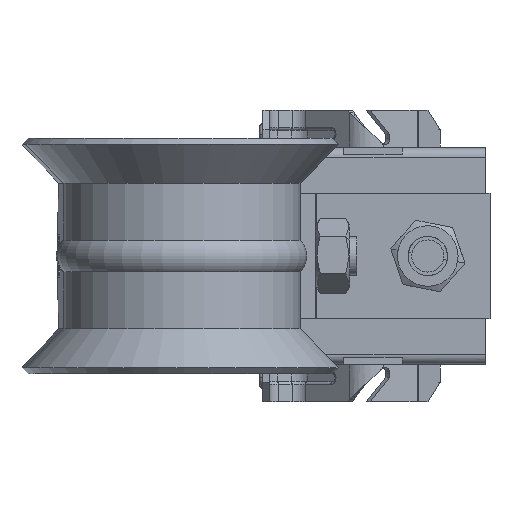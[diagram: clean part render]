
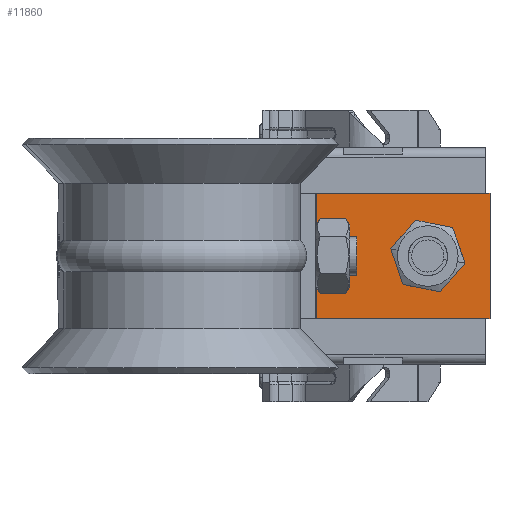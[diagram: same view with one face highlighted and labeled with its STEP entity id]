
A CAD part, front view. The second image highlights one B-rep face of the part: STEP entity #11860.
In plain terms, the highlighted face is planar.
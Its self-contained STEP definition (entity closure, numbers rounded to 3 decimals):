
#36 = LINE ( 'NONE', #1313, #8080 ) ;
#135 = VECTOR ( 'NONE', #12696, 1000. ) ;
#370 = EDGE_CURVE ( 'NONE', #1370, #15509, #15570, .T. ) ;
#621 = VECTOR ( 'NONE', #5571, 1000. ) ;
#661 = PLANE ( 'NONE',  #14753 ) ;
#754 = VERTEX_POINT ( 'NONE', #19128 ) ;
#1006 = ORIENTED_EDGE ( 'NONE', *, *, #2485, .F. ) ;
#1088 = CARTESIAN_POINT ( 'NONE',  ( 2.5, -26.6, 9.55 ) ) ;
#1270 = VERTEX_POINT ( 'NONE', #3588 ) ;
#1313 = CARTESIAN_POINT ( 'NONE',  ( 29., -26.6, 9.55 ) ) ;
#1370 = VERTEX_POINT ( 'NONE', #4111 ) ;
#1603 = LINE ( 'NONE', #2987, #12343 ) ;
#1850 = FACE_BOUND ( 'NONE', #4657, .T. ) ;
#1871 = VECTOR ( 'NONE', #15724, 1000. ) ;
#2108 = CARTESIAN_POINT ( 'NONE',  ( 4.114, -26.6, -1.915 ) ) ;
#2485 = EDGE_CURVE ( 'NONE', #15509, #6920, #6885, .T. ) ;
#2788 = DIRECTION ( 'NONE',  ( 0., 0., -1. ) ) ;
#2987 = CARTESIAN_POINT ( 'NONE',  ( 5.287, -26.6, 0.573 ) ) ;
#3214 = ORIENTED_EDGE ( 'NONE', *, *, #6909, .F. ) ;
#3230 = ORIENTED_EDGE ( 'NONE', *, *, #16268, .T. ) ;
#3588 = CARTESIAN_POINT ( 'NONE',  ( 4.114, -26.6, -1.915 ) ) ;
#3605 = DIRECTION ( 'NONE',  ( 0., 0., -1. ) ) ;
#3762 = VERTEX_POINT ( 'NONE', #20731 ) ;
#3859 = CARTESIAN_POINT ( 'NONE',  ( 2.5, -26.6, 9.55 ) ) ;
#3897 = LINE ( 'NONE', #13676, #13864 ) ;
#4044 = CARTESIAN_POINT ( 'NONE',  ( 2.5, -26.6, 9.55 ) ) ;
#4111 = CARTESIAN_POINT ( 'NONE',  ( 2.5, -26.6, 2.485 ) ) ;
#4576 = CARTESIAN_POINT ( 'NONE',  ( 5.287, -26.6, 1.157 ) ) ;
#4657 = EDGE_LOOP ( 'NONE', ( #20781, #3214 ) ) ;
#4820 = CARTESIAN_POINT ( 'NONE',  ( 2.5, -26.6, -9.55 ) ) ;
#4880 = VERTEX_POINT ( 'NONE', #12067 ) ;
#5029 = VECTOR ( 'NONE', #7503, 1000. ) ;
#5185 = CARTESIAN_POINT ( 'NONE',  ( 4.853, -26.6, 1.653 ) ) ;
#5195 = EDGE_LOOP ( 'NONE', ( #20356, #21003, #7320, #1006, #19750, #6286, #3230, #6861, #13309, #6420 ) ) ;
#5245 = FACE_OUTER_BOUND ( 'NONE', #5195, .T. ) ;
#5293 = CARTESIAN_POINT ( 'NONE',  ( 5.287, -26.6, 0.573 ) ) ;
#5507 = CARTESIAN_POINT ( 'NONE',  ( 5.287, -26.6, -0.573 ) ) ;
#5571 = DIRECTION ( 'NONE',  ( 1., 0., 0. ) ) ;
#5619 = CIRCLE ( 'NONE', #13426, 3.5 ) ;
#5672 = LINE ( 'NONE', #1088, #621 ) ;
#5859 = AXIS2_PLACEMENT_3D ( 'NONE', #15376, #7310, #20264 ) ;
#5958 = CARTESIAN_POINT ( 'NONE',  ( 29., -26.6, -9.55 ) ) ;
#6003 = EDGE_CURVE ( 'NONE', #8605, #9751, #17481, .T. ) ;
#6218 = CARTESIAN_POINT ( 'NONE',  ( 15.323, -26.6, -2.048 ) ) ;
#6286 = ORIENTED_EDGE ( 'NONE', *, *, #13531, .F. ) ;
#6340 = DIRECTION ( 'NONE',  ( 0., 1., 0. ) ) ;
#6372 = EDGE_CURVE ( 'NONE', #6920, #4880, #1603, .T. ) ;
#6400 = VECTOR ( 'NONE', #3605, 1000. ) ;
#6420 = ORIENTED_EDGE ( 'NONE', *, *, #16870, .F. ) ;
#6559 = CARTESIAN_POINT ( 'NONE',  ( 19.5, -26.6, 0. ) ) ;
#6861 = ORIENTED_EDGE ( 'NONE', *, *, #7805, .T. ) ;
#6885 =( BOUNDED_CURVE ( )  B_SPLINE_CURVE ( 3, ( #14860, #5185, #4576, #5293 ),
 .UNSPECIFIED., .F., .F. ) 
 B_SPLINE_CURVE_WITH_KNOTS ( ( 4, 4 ),
 ( 2.034, 3.142 ),
 .UNSPECIFIED. ) 
 CURVE ( )  GEOMETRIC_REPRESENTATION_ITEM ( )  RATIONAL_B_SPLINE_CURVE ( ( 1., 0.9, 0.9, 1. ) ) 
 REPRESENTATION_ITEM ( '' )  );
#6904 = LINE ( 'NONE', #11790, #6400 ) ;
#6909 = EDGE_CURVE ( 'NONE', #17929, #754, #5619, .T. ) ;
#6920 = VERTEX_POINT ( 'NONE', #18946 ) ;
#6926 = CARTESIAN_POINT ( 'NONE',  ( 23., -26.6, 0. ) ) ;
#7301 = DIRECTION ( 'NONE',  ( -0.943, 0., -0.333 ) ) ;
#7310 = DIRECTION ( 'NONE',  ( 0., 1., 0. ) ) ;
#7320 = ORIENTED_EDGE ( 'NONE', *, *, #6372, .F. ) ;
#7503 = DIRECTION ( 'NONE',  ( 0.943, 0., -0.333 ) ) ;
#7674 = EDGE_CURVE ( 'NONE', #1270, #14013, #3897, .T. ) ;
#7805 = EDGE_CURVE ( 'NONE', #20298, #9751, #36, .T. ) ;
#8080 = VECTOR ( 'NONE', #12594, 1000. ) ;
#8152 = DIRECTION ( 'NONE',  ( -1., 0., 0. ) ) ;
#8429 = DIRECTION ( 'NONE',  ( 0., 1., 0. ) ) ;
#8605 = VERTEX_POINT ( 'NONE', #11043 ) ;
#9751 = VERTEX_POINT ( 'NONE', #5958 ) ;
#10195 = EDGE_CURVE ( 'NONE', #754, #17929, #16395, .T. ) ;
#10290 =( BOUNDED_CURVE ( )  B_SPLINE_CURVE ( 3, ( #5507, #18157, #16573, #2108 ),
 .UNSPECIFIED., .F., .F. ) 
 B_SPLINE_CURVE_WITH_KNOTS ( ( 4, 4 ),
 ( 3.142, 4.249 ),
 .UNSPECIFIED. ) 
 CURVE ( )  GEOMETRIC_REPRESENTATION_ITEM ( )  RATIONAL_B_SPLINE_CURVE ( ( 1., 0.9, 0.9, 1. ) ) 
 REPRESENTATION_ITEM ( '' )  );
#10896 = EDGE_CURVE ( 'NONE', #4880, #1270, #10290, .T. ) ;
#11043 = CARTESIAN_POINT ( 'NONE',  ( 2.5, -26.6, -9.55 ) ) ;
#11790 = CARTESIAN_POINT ( 'NONE',  ( 2.5, -26.6, 9.55 ) ) ;
#11860 = ADVANCED_FACE ( 'NONE', ( #1850, #5245 ), #661, .T. ) ;
#11919 = CARTESIAN_POINT ( 'NONE',  ( 4.114, -26.6, 1.915 ) ) ;
#12067 = CARTESIAN_POINT ( 'NONE',  ( 5.287, -26.6, -0.573 ) ) ;
#12127 = LINE ( 'NONE', #4044, #1871 ) ;
#12343 = VECTOR ( 'NONE', #2788, 1000. ) ;
#12594 = DIRECTION ( 'NONE',  ( 0., 0., -1. ) ) ;
#12696 = DIRECTION ( 'NONE',  ( 1., 0., 0. ) ) ;
#13309 = ORIENTED_EDGE ( 'NONE', *, *, #6003, .F. ) ;
#13426 = AXIS2_PLACEMENT_3D ( 'NONE', #6559, #6340, #8152 ) ;
#13531 = EDGE_CURVE ( 'NONE', #3762, #1370, #12127, .T. ) ;
#13676 = CARTESIAN_POINT ( 'NONE',  ( 16.243, -26.6, 2.373 ) ) ;
#13864 = VECTOR ( 'NONE', #7301, 1000. ) ;
#14013 = VERTEX_POINT ( 'NONE', #19203 ) ;
#14753 = AXIS2_PLACEMENT_3D ( 'NONE', #3859, #8429, #14913 ) ;
#14860 = CARTESIAN_POINT ( 'NONE',  ( 4.114, -26.6, 1.915 ) ) ;
#14913 = DIRECTION ( 'NONE',  ( -1., 0., 0. ) ) ;
#15376 = CARTESIAN_POINT ( 'NONE',  ( 19.5, -26.6, 0. ) ) ;
#15509 = VERTEX_POINT ( 'NONE', #11919 ) ;
#15570 = LINE ( 'NONE', #6218, #5029 ) ;
#15724 = DIRECTION ( 'NONE',  ( 0., 0., -1. ) ) ;
#16268 = EDGE_CURVE ( 'NONE', #3762, #20298, #5672, .T. ) ;
#16395 = CIRCLE ( 'NONE', #5859, 3.5 ) ;
#16573 = CARTESIAN_POINT ( 'NONE',  ( 4.853, -26.6, -1.653 ) ) ;
#16870 = EDGE_CURVE ( 'NONE', #14013, #8605, #6904, .T. ) ;
#16933 = CARTESIAN_POINT ( 'NONE',  ( 29., -26.6, 9.55 ) ) ;
#17481 = LINE ( 'NONE', #4820, #135 ) ;
#17929 = VERTEX_POINT ( 'NONE', #6926 ) ;
#18157 = CARTESIAN_POINT ( 'NONE',  ( 5.287, -26.6, -1.157 ) ) ;
#18946 = CARTESIAN_POINT ( 'NONE',  ( 5.287, -26.6, 0.573 ) ) ;
#19128 = CARTESIAN_POINT ( 'NONE',  ( 16., -26.6, 0. ) ) ;
#19203 = CARTESIAN_POINT ( 'NONE',  ( 2.5, -26.6, -2.485 ) ) ;
#19750 = ORIENTED_EDGE ( 'NONE', *, *, #370, .F. ) ;
#20264 = DIRECTION ( 'NONE',  ( -1., 0., 0. ) ) ;
#20298 = VERTEX_POINT ( 'NONE', #16933 ) ;
#20356 = ORIENTED_EDGE ( 'NONE', *, *, #7674, .F. ) ;
#20731 = CARTESIAN_POINT ( 'NONE',  ( 2.5, -26.6, 9.55 ) ) ;
#20781 = ORIENTED_EDGE ( 'NONE', *, *, #10195, .F. ) ;
#21003 = ORIENTED_EDGE ( 'NONE', *, *, #10896, .F. ) ;
